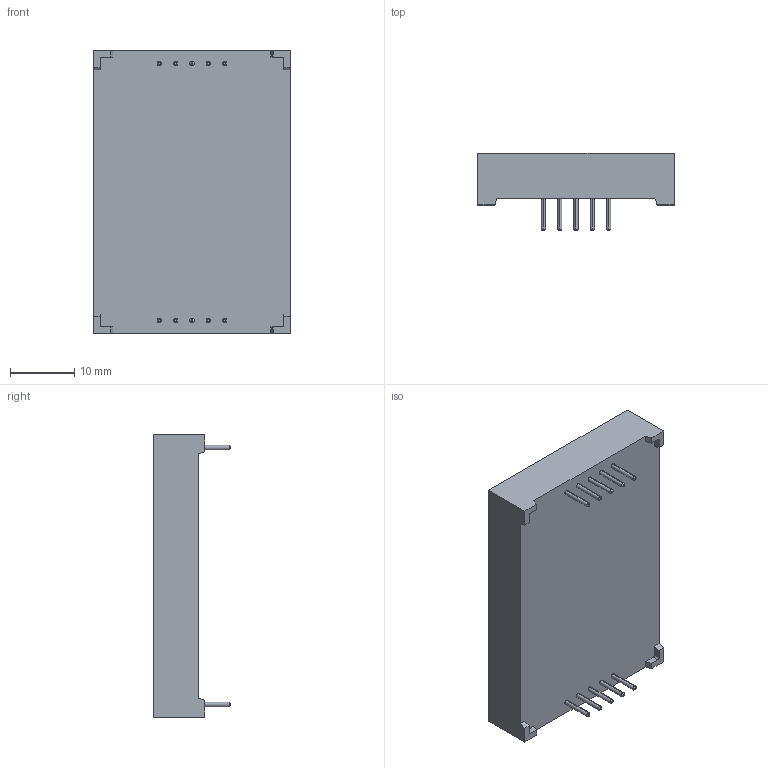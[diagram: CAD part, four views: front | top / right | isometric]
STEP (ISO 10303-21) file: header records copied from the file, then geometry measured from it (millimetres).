
FILE_DESCRIPTION (( 'STEP AP214' ), '1' );
FILE_NAME ('FYS-15011.STEP', '2015-12-31T09:43:43', ( '' ), ( '' ), 'SwSTEP 2.0', 'SolidWorks 2016', '' );
FILE_SCHEMA (( 'AUTOMOTIVE_DESIGN' ));
Length unit declared in the file: millimetre
Products named in the file (1): FYS-15011
Bounding box: 30.61 x 12 x 44 mm (x, y, z)
Volume: 9406.2 mm3; surface area: 3894.2 mm2
Topology: 1 solids, 1 shells, 348 faces, 889 edges, 586 vertices
Faces by surface type: plane 234, bspline 68, cylinder 24, cone 22
Entity records: 17908 total; most frequent: CARTESIAN_POINT 6364, ORIENTED_EDGE 1778, DIRECTION 1387, EDGE_CURVE 889, LINE 681, VECTOR 681, VERTEX_POINT 586, EDGE_LOOP 391
